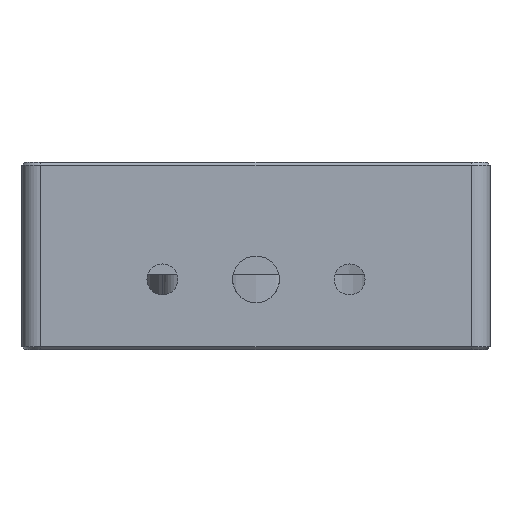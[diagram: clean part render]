
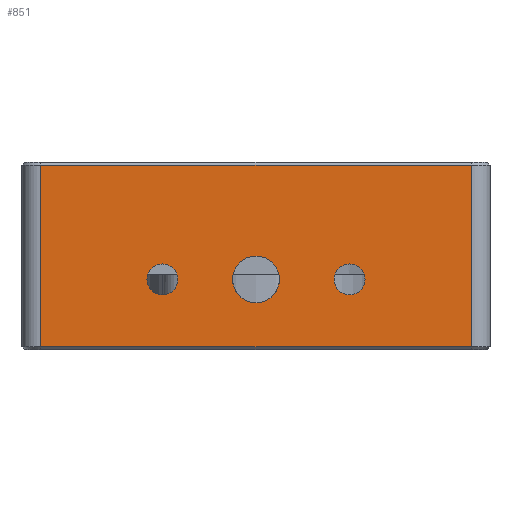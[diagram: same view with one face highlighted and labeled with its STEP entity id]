
A CAD part, front view. The second image highlights one B-rep face of the part: STEP entity #851.
In plain terms, the highlighted planar face has unit normal (0, -1, 0).
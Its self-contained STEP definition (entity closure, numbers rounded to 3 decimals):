
#168 = ORIENTED_EDGE ( 'NONE', *, *, #1033, .T. ) ;
#324 = EDGE_CURVE ( 'NONE', #5560, #6939, #7074, .T. ) ;
#360 = EDGE_LOOP ( 'NONE', ( #5596, #7835 ) ) ;
#585 = CARTESIAN_POINT ( 'NONE',  ( -25., -25., -15.7 ) ) ;
#851 = ADVANCED_FACE ( 'NONE', ( #7198, #9025, #8198, #3988 ), #2450, .F. ) ;
#1026 = DIRECTION ( 'NONE',  ( 0., -1., 0. ) ) ;
#1033 = EDGE_CURVE ( 'NONE', #9134, #7103, #5087, .T. ) ;
#1096 = DIRECTION ( 'NONE',  ( 0., 0., -1. ) ) ;
#1242 = VERTEX_POINT ( 'NONE', #5859 ) ;
#1269 = AXIS2_PLACEMENT_3D ( 'NONE', #1447, #3370, #11366 ) ;
#1447 = CARTESIAN_POINT ( 'NONE',  ( -25., -25., 4. ) ) ;
#1464 = VERTEX_POINT ( 'NONE', #6211 ) ;
#1468 = EDGE_LOOP ( 'NONE', ( #3856, #2592, #168, #7376 ) ) ;
#1959 = CARTESIAN_POINT ( 'NONE',  ( -23., -25., 3.7 ) ) ;
#1997 = DIRECTION ( 'NONE',  ( -1., 0., 0. ) ) ;
#2027 = VERTEX_POINT ( 'NONE', #10998 ) ;
#2045 = EDGE_LOOP ( 'NONE', ( #7012, #5136 ) ) ;
#2077 = EDGE_CURVE ( 'NONE', #8008, #3017, #6341, .T. ) ;
#2273 = EDGE_CURVE ( 'NONE', #7103, #2027, #11688, .T. ) ;
#2291 = AXIS2_PLACEMENT_3D ( 'NONE', #11204, #6514, #7416 ) ;
#2450 = PLANE ( 'NONE',  #1269 ) ;
#2512 = EDGE_CURVE ( 'NONE', #1464, #9134, #11532, .T. ) ;
#2515 = DIRECTION ( 'NONE',  ( 0., -1., 0. ) ) ;
#2516 = VECTOR ( 'NONE', #7782, 1000. ) ;
#2560 = CARTESIAN_POINT ( 'NONE',  ( 10., -25., -8.5 ) ) ;
#2592 = ORIENTED_EDGE ( 'NONE', *, *, #2512, .T. ) ;
#2695 = VECTOR ( 'NONE', #8046, 1000. ) ;
#2833 = DIRECTION ( 'NONE',  ( 0., 0., -1. ) ) ;
#2902 = DIRECTION ( 'NONE',  ( 0., -1., 0. ) ) ;
#2958 = VECTOR ( 'NONE', #1997, 1000. ) ;
#3017 = VERTEX_POINT ( 'NONE', #10342 ) ;
#3370 = DIRECTION ( 'NONE',  ( 0., 1., 0. ) ) ;
#3702 = CARTESIAN_POINT ( 'NONE',  ( 23., -25., -15.7 ) ) ;
#3731 = CARTESIAN_POINT ( 'NONE',  ( 10., -25., -8.5 ) ) ;
#3808 = CIRCLE ( 'NONE', #9032, 1.65 ) ;
#3815 = LINE ( 'NONE', #11634, #8022 ) ;
#3856 = ORIENTED_EDGE ( 'NONE', *, *, #5944, .T. ) ;
#3988 = FACE_OUTER_BOUND ( 'NONE', #1468, .T. ) ;
#4159 = CARTESIAN_POINT ( 'NONE',  ( 10., -25., -10.15 ) ) ;
#4190 = CARTESIAN_POINT ( 'NONE',  ( 0., -25., -8.5 ) ) ;
#4609 = CARTESIAN_POINT ( 'NONE',  ( -10., -25., -8.5 ) ) ;
#4617 = DIRECTION ( 'NONE',  ( 0., 0., -1. ) ) ;
#5031 = AXIS2_PLACEMENT_3D ( 'NONE', #4190, #9628, #10449 ) ;
#5087 = LINE ( 'NONE', #11689, #2695 ) ;
#5136 = ORIENTED_EDGE ( 'NONE', *, *, #9669, .F. ) ;
#5138 = CIRCLE ( 'NONE', #6886, 1.65 ) ;
#5560 = VERTEX_POINT ( 'NONE', #6320 ) ;
#5596 = ORIENTED_EDGE ( 'NONE', *, *, #324, .F. ) ;
#5859 = CARTESIAN_POINT ( 'NONE',  ( 0., -25., -6. ) ) ;
#5944 = EDGE_CURVE ( 'NONE', #2027, #1464, #3815, .T. ) ;
#6010 = AXIS2_PLACEMENT_3D ( 'NONE', #3731, #8279, #4617 ) ;
#6130 = CARTESIAN_POINT ( 'NONE',  ( 0., -25., -11. ) ) ;
#6172 = CARTESIAN_POINT ( 'NONE',  ( 0., -25., -8.5 ) ) ;
#6211 = CARTESIAN_POINT ( 'NONE',  ( -23., -25., -15.7 ) ) ;
#6320 = CARTESIAN_POINT ( 'NONE',  ( -10., -25., -10.15 ) ) ;
#6341 = CIRCLE ( 'NONE', #6010, 1.65 ) ;
#6514 = DIRECTION ( 'NONE',  ( 0., -1., 0. ) ) ;
#6762 = ORIENTED_EDGE ( 'NONE', *, *, #2077, .F. ) ;
#6886 = AXIS2_PLACEMENT_3D ( 'NONE', #2560, #2515, #10954 ) ;
#6939 = VERTEX_POINT ( 'NONE', #9659 ) ;
#7012 = ORIENTED_EDGE ( 'NONE', *, *, #8564, .F. ) ;
#7074 = CIRCLE ( 'NONE', #2291, 1.65 ) ;
#7103 = VERTEX_POINT ( 'NONE', #10051 ) ;
#7198 = FACE_BOUND ( 'NONE', #9321, .T. ) ;
#7376 = ORIENTED_EDGE ( 'NONE', *, *, #2273, .T. ) ;
#7384 = CIRCLE ( 'NONE', #7980, 2.5 ) ;
#7416 = DIRECTION ( 'NONE',  ( 0., 0., -1. ) ) ;
#7782 = DIRECTION ( 'NONE',  ( 1., 0., 0. ) ) ;
#7835 = ORIENTED_EDGE ( 'NONE', *, *, #11278, .F. ) ;
#7980 = AXIS2_PLACEMENT_3D ( 'NONE', #6172, #2902, #1096 ) ;
#8008 = VERTEX_POINT ( 'NONE', #4159 ) ;
#8022 = VECTOR ( 'NONE', #9773, 1000. ) ;
#8046 = DIRECTION ( 'NONE',  ( 0., 0., 1. ) ) ;
#8114 = EDGE_CURVE ( 'NONE', #3017, #8008, #5138, .T. ) ;
#8198 = FACE_BOUND ( 'NONE', #2045, .T. ) ;
#8279 = DIRECTION ( 'NONE',  ( 0., -1., 0. ) ) ;
#8434 = VERTEX_POINT ( 'NONE', #6130 ) ;
#8564 = EDGE_CURVE ( 'NONE', #8434, #1242, #7384, .T. ) ;
#9022 = CIRCLE ( 'NONE', #5031, 2.5 ) ;
#9025 = FACE_BOUND ( 'NONE', #360, .T. ) ;
#9032 = AXIS2_PLACEMENT_3D ( 'NONE', #4609, #1026, #2833 ) ;
#9134 = VERTEX_POINT ( 'NONE', #3702 ) ;
#9321 = EDGE_LOOP ( 'NONE', ( #6762, #10165 ) ) ;
#9628 = DIRECTION ( 'NONE',  ( 0., -1., 0. ) ) ;
#9659 = CARTESIAN_POINT ( 'NONE',  ( -10., -25., -6.85 ) ) ;
#9669 = EDGE_CURVE ( 'NONE', #1242, #8434, #9022, .T. ) ;
#9773 = DIRECTION ( 'NONE',  ( 0., 0., -1. ) ) ;
#10051 = CARTESIAN_POINT ( 'NONE',  ( 23., -25., 3.7 ) ) ;
#10165 = ORIENTED_EDGE ( 'NONE', *, *, #8114, .F. ) ;
#10342 = CARTESIAN_POINT ( 'NONE',  ( 10., -25., -6.85 ) ) ;
#10449 = DIRECTION ( 'NONE',  ( 0., 0., -1. ) ) ;
#10954 = DIRECTION ( 'NONE',  ( 0., 0., -1. ) ) ;
#10998 = CARTESIAN_POINT ( 'NONE',  ( -23., -25., 3.7 ) ) ;
#11204 = CARTESIAN_POINT ( 'NONE',  ( -10., -25., -8.5 ) ) ;
#11278 = EDGE_CURVE ( 'NONE', #6939, #5560, #3808, .T. ) ;
#11366 = DIRECTION ( 'NONE',  ( 0., 0., 1. ) ) ;
#11532 = LINE ( 'NONE', #585, #2516 ) ;
#11634 = CARTESIAN_POINT ( 'NONE',  ( -23., -25., 4. ) ) ;
#11688 = LINE ( 'NONE', #1959, #2958 ) ;
#11689 = CARTESIAN_POINT ( 'NONE',  ( 23., -25., 4. ) ) ;
